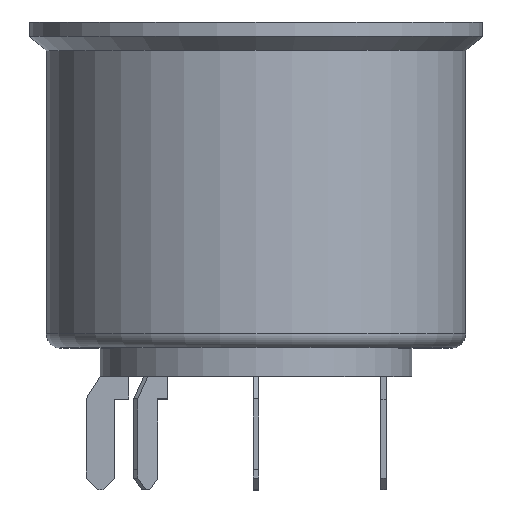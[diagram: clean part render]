
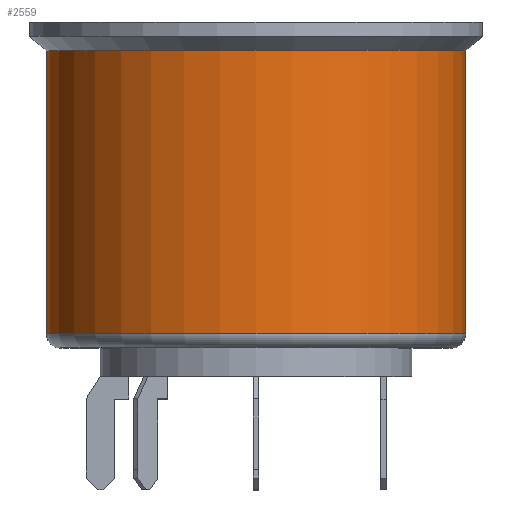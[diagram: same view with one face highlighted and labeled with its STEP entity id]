
A CAD part, top view. The second image highlights one B-rep face of the part: STEP entity #2559.
In plain terms, the highlighted cylindrical face has radius 7.4 mm (diameter 14.8 mm), a full revolution.
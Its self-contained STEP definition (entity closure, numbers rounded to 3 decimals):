
#87=CIRCLE('',#2759,7.4);
#88=CIRCLE('',#2760,7.4);
#89=CIRCLE('',#2762,7.4);
#90=CIRCLE('',#2763,7.4);
#91=CIRCLE('',#2764,7.4);
#114=CYLINDRICAL_SURFACE('',#2761,7.4);
#169=FACE_OUTER_BOUND('',#319,.T.);
#319=EDGE_LOOP('',(#1960,#1961,#1962,#1963,#1964,#1965,#1966));
#520=LINE('',#3881,#836);
#836=VECTOR('',#3171,7.4);
#1141=VERTEX_POINT('',#3869);
#1142=VERTEX_POINT('',#3870);
#1143=VERTEX_POINT('',#3875);
#1144=VERTEX_POINT('',#3876);
#1145=VERTEX_POINT('',#3878);
#1438=EDGE_CURVE('',#1141,#1142,#87,.T.);
#1439=EDGE_CURVE('',#1142,#1141,#88,.T.);
#1441=EDGE_CURVE('',#1143,#1144,#89,.T.);
#1442=EDGE_CURVE('',#1145,#1143,#90,.T.);
#1443=EDGE_CURVE('',#1144,#1145,#91,.T.);
#1444=EDGE_CURVE('',#1144,#1142,#520,.T.);
#1960=ORIENTED_EDGE('',*,*,#1441,.F.);
#1961=ORIENTED_EDGE('',*,*,#1442,.F.);
#1962=ORIENTED_EDGE('',*,*,#1443,.F.);
#1963=ORIENTED_EDGE('',*,*,#1444,.T.);
#1964=ORIENTED_EDGE('',*,*,#1439,.T.);
#1965=ORIENTED_EDGE('',*,*,#1438,.T.);
#1966=ORIENTED_EDGE('',*,*,#1444,.F.);
#2559=ADVANCED_FACE('',(#169),#114,.T.);
#2759=AXIS2_PLACEMENT_3D('',#3871,#3158,#3159);
#2760=AXIS2_PLACEMENT_3D('',#3872,#3160,#3161);
#2761=AXIS2_PLACEMENT_3D('',#3874,#3163,#3164);
#2762=AXIS2_PLACEMENT_3D('',#3877,#3165,#3166);
#2763=AXIS2_PLACEMENT_3D('',#3879,#3167,#3168);
#2764=AXIS2_PLACEMENT_3D('',#3880,#3169,#3170);
#3158=DIRECTION('center_axis',(0.,-1.,0.));
#3159=DIRECTION('ref_axis',(1.,0.,0.));
#3160=DIRECTION('center_axis',(0.,-1.,0.));
#3161=DIRECTION('ref_axis',(1.,0.,0.));
#3163=DIRECTION('center_axis',(0.,-1.,0.));
#3164=DIRECTION('ref_axis',(-1.,0.,0.));
#3165=DIRECTION('center_axis',(0.,-1.,0.));
#3166=DIRECTION('ref_axis',(1.,0.,0.));
#3167=DIRECTION('center_axis',(0.,-1.,0.));
#3168=DIRECTION('ref_axis',(1.,0.,0.));
#3169=DIRECTION('center_axis',(0.,-1.,0.));
#3170=DIRECTION('ref_axis',(1.,0.,0.));
#3171=DIRECTION('',(0.,1.,0.));
#3869=CARTESIAN_POINT('',(-7.4,14.8,0.));
#3870=CARTESIAN_POINT('',(7.4,14.8,0.));
#3871=CARTESIAN_POINT('Origin',(0.,14.8,0.));
#3872=CARTESIAN_POINT('Origin',(0.,14.8,0.));
#3874=CARTESIAN_POINT('Origin',(0.,9.8,0.));
#3875=CARTESIAN_POINT('',(-7.4,4.8,0.));
#3876=CARTESIAN_POINT('',(7.4,4.8,0.));
#3877=CARTESIAN_POINT('Origin',(0.,4.8,0.));
#3878=CARTESIAN_POINT('',(0.,4.8,7.4));
#3879=CARTESIAN_POINT('Origin',(0.,4.8,0.));
#3880=CARTESIAN_POINT('Origin',(0.,4.8,0.));
#3881=CARTESIAN_POINT('',(7.4,9.8,0.));
